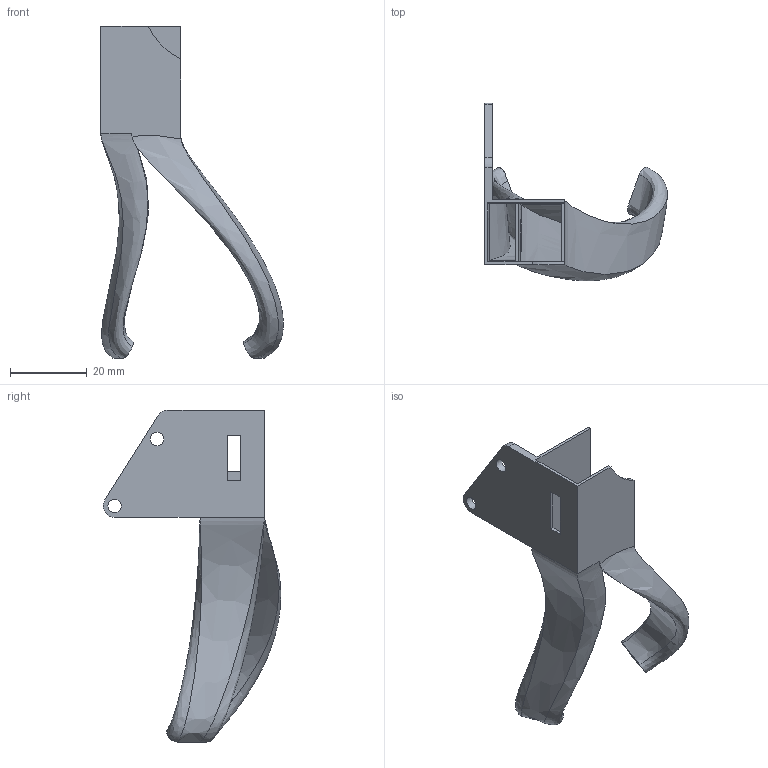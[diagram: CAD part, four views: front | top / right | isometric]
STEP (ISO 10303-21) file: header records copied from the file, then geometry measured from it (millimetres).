
FILE_DESCRIPTION(/* description */ (''),/* implementation_level */ '2;1');
FILE_NAME(/* name */ 'Fan Shroud T0.step',/* time_stamp */ '2025-04-07T14:26:13-07:00',/* author */ (''),/* organization */ (''),/* preprocessor_version */ 'ST-DEVELOPER v20.1',/* originating_system */ 'Autodesk Translation Framework v14.4.0.0',/* authorisation */ '');
FILE_SCHEMA (('AUTOMOTIVE_DESIGN { 1 0 10303 214 3 1 1 }'));
Length unit declared in the file: millimetre
Products named in the file (3): Print Head Assembly; Left Tool; FanShroud Left
Assembly tree (2 placements, depth 3):
  Print Head Assembly
    Left Tool
      FanShroud Left
Bounding box: 47.55 x 46.26 x 86.47 mm (x, y, z)
Volume: 6017.4 mm3; surface area: 13772.2 mm2
Topology: 1 solids, 1 shells, 65 faces, 171 edges, 105 vertices
Faces by surface type: bspline 39, plane 21, cylinder 5
Full cylindrical faces by diameter (mm): 3.5 x2
Entity records: 12480 total; most frequent: CARTESIAN_POINT 11010, ORIENTED_EDGE 342, EDGE_CURVE 171, DIRECTION 155, VERTEX_POINT 105, B_SPLINE_CURVE_WITH_KNOTS 87, EDGE_LOOP 72, LINE 71
